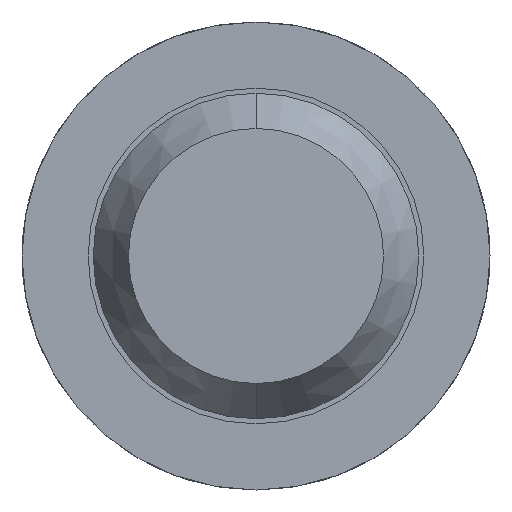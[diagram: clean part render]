
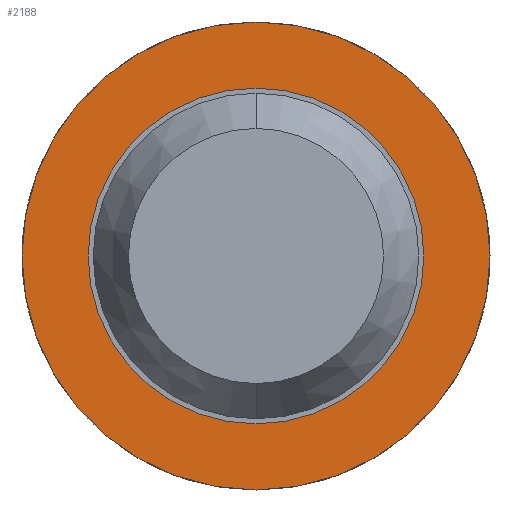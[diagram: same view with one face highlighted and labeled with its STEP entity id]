
A CAD part, front view. The second image highlights one B-rep face of the part: STEP entity #2188.
In plain terms, the highlighted planar face has unit normal (0, -1, 0).
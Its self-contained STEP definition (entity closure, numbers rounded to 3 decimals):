
#49 = PLANE ( 'NONE',  #4000 ) ;
#320 = CARTESIAN_POINT ( 'NONE',  ( 0., -1.7, 0. ) ) ;
#434 = CARTESIAN_POINT ( 'NONE',  ( 0., -1.7, -0.825 ) ) ;
#497 = DIRECTION ( 'NONE',  ( 0., 1., 0. ) ) ;
#531 = CARTESIAN_POINT ( 'NONE',  ( 0., -1.7, 0. ) ) ;
#786 = CARTESIAN_POINT ( 'NONE',  ( 0., -1.7, 0.825 ) ) ;
#799 = ORIENTED_EDGE ( 'NONE', *, *, #1885, .F. ) ;
#1079 = EDGE_LOOP ( 'NONE', ( #799, #2039 ) ) ;
#1176 = EDGE_LOOP ( 'NONE', ( #1304, #1539 ) ) ;
#1304 = ORIENTED_EDGE ( 'NONE', *, *, #3258, .T. ) ;
#1484 = AXIS2_PLACEMENT_3D ( 'NONE', #3028, #497, #3087 ) ;
#1539 = ORIENTED_EDGE ( 'NONE', *, *, #1754, .T. ) ;
#1608 = DIRECTION ( 'NONE',  ( 0., 0., 1. ) ) ;
#1650 = VERTEX_POINT ( 'NONE', #434 ) ;
#1668 = CIRCLE ( 'NONE', #2204, 1.15 ) ;
#1703 = VERTEX_POINT ( 'NONE', #786 ) ;
#1708 = DIRECTION ( 'NONE',  ( 0., 0., 1. ) ) ;
#1754 = EDGE_CURVE ( 'Defeature ausgef�hrt2_13+Defeature ausgef�hrt2_12+Defeature ausgef�hrt2_12+Defeature ausgef�hrt2_12', #1650, #1703, #3345, .T. ) ;
#1805 = CIRCLE ( 'NONE', #2078, 1.15 ) ;
#1885 = EDGE_CURVE ( 'Defeature ausgef�hrt2_6+Defeature ausgef�hrt2_13+Defeature ausgef�hrt2_13+Defeature ausgef�hrt2_13', #2166, #3620, #1805, .T. ) ;
#1952 = FACE_BOUND ( 'NONE', #1176, .T. ) ;
#2039 = ORIENTED_EDGE ( 'NONE', *, *, #3790, .F. ) ;
#2078 = AXIS2_PLACEMENT_3D ( 'NONE', #531, #2125, #1608 ) ;
#2125 = DIRECTION ( 'NONE',  ( 0., 1., 0. ) ) ;
#2166 = VERTEX_POINT ( 'NONE', #3096 ) ;
#2188 = ADVANCED_FACE ( 'Defeature ausgef�hrt2_13', ( #3076, #1952 ), #49, .F. ) ;
#2204 = AXIS2_PLACEMENT_3D ( 'NONE', #3641, #2644, #1708 ) ;
#2206 = DIRECTION ( 'NONE',  ( 0., 0., 1. ) ) ;
#2230 = DIRECTION ( 'NONE',  ( 0., 1., 0. ) ) ;
#2247 = DIRECTION ( 'NONE',  ( 0., 1., 0. ) ) ;
#2594 = AXIS2_PLACEMENT_3D ( 'NONE', #320, #2247, #3517 ) ;
#2644 = DIRECTION ( 'NONE',  ( 0., 1., 0. ) ) ;
#2789 = CIRCLE ( 'NONE', #2594, 0.825 ) ;
#3028 = CARTESIAN_POINT ( 'NONE',  ( 0., -1.7, 0. ) ) ;
#3076 = FACE_OUTER_BOUND ( 'NONE', #1079, .T. ) ;
#3087 = DIRECTION ( 'NONE',  ( 0., 0., 1. ) ) ;
#3096 = CARTESIAN_POINT ( 'NONE',  ( 0., -1.7, 1.15 ) ) ;
#3258 = EDGE_CURVE ( 'Defeature ausgef�hrt2_13+Defeature ausgef�hrt2_12+Defeature ausgef�hrt2_12+Defeature ausgef�hrt2_12', #1703, #1650, #2789, .T. ) ;
#3345 = CIRCLE ( 'NONE', #1484, 0.825 ) ;
#3517 = DIRECTION ( 'NONE',  ( 0., 0., 1. ) ) ;
#3561 = CARTESIAN_POINT ( 'NONE',  ( 0.825, -1.7, 0. ) ) ;
#3620 = VERTEX_POINT ( 'NONE', #3861 ) ;
#3641 = CARTESIAN_POINT ( 'NONE',  ( 0., -1.7, 0. ) ) ;
#3790 = EDGE_CURVE ( 'Defeature ausgef�hrt2_6+Defeature ausgef�hrt2_13+Defeature ausgef�hrt2_13+Defeature ausgef�hrt2_13', #3620, #2166, #1668, .T. ) ;
#3861 = CARTESIAN_POINT ( 'NONE',  ( 0., -1.7, -1.15 ) ) ;
#4000 = AXIS2_PLACEMENT_3D ( 'NONE', #3561, #2230, #2206 ) ;
